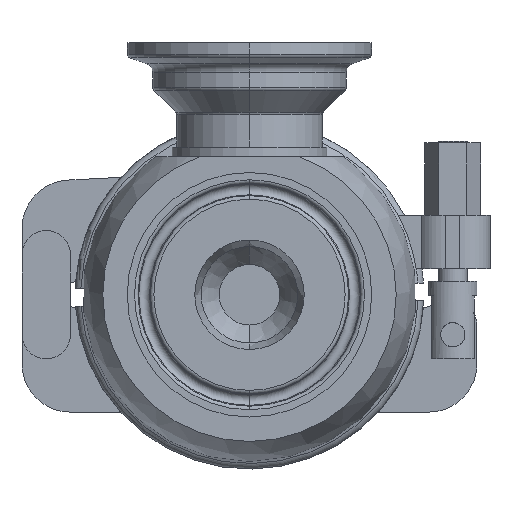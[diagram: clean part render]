
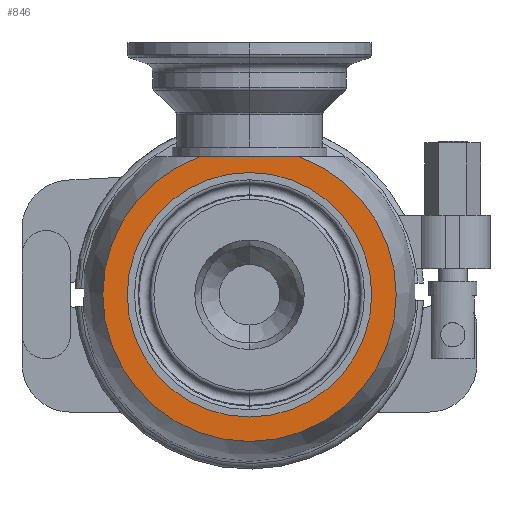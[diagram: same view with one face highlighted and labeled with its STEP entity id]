
A CAD part, front view. The second image highlights one B-rep face of the part: STEP entity #846.
In plain terms, the highlighted planar face has unit normal (0, -1, 0).
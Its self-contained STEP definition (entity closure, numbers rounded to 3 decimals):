
#1=DIRECTION('',(-1.,0.,0.));
#2=VECTOR('',#1,20.567);
#3=CARTESIAN_POINT('',(10.283,-9.15,28.5));
#4=LINE('',#3,#2);
#5=CARTESIAN_POINT('',(0.,-9.15,0.));
#6=DIRECTION('',(0.,1.,0.));
#7=DIRECTION('',(0.,0.,-1.));
#8=AXIS2_PLACEMENT_3D('',#5,#6,#7);
#10=CARTESIAN_POINT('',(0.,-9.15,0.));
#11=DIRECTION('',(0.,1.,0.));
#12=DIRECTION('',(0.,0.,1.));
#13=AXIS2_PLACEMENT_3D('',#10,#11,#12);
#636=CARTESIAN_POINT('',(0.,-9.15,0.));
#637=DIRECTION('',(0.,-1.,0.));
#638=DIRECTION('',(-0.339,0.,0.941));
#639=AXIS2_PLACEMENT_3D('',#636,#637,#638);
#739=CARTESIAN_POINT('',(10.283,-9.15,28.5));
#740=CARTESIAN_POINT('',(-10.283,-9.15,28.5));
#741=VERTEX_POINT('',#739);
#742=VERTEX_POINT('',#740);
#813=CARTESIAN_POINT('',(0.,-9.15,-24.));
#814=CARTESIAN_POINT('',(0.,-9.15,24.));
#815=VERTEX_POINT('',#813);
#816=VERTEX_POINT('',#814);
#829=CARTESIAN_POINT('',(0.,-9.15,0.));
#830=DIRECTION('',(0.,1.,0.));
#831=DIRECTION('',(0.,0.,-1.));
#832=AXIS2_PLACEMENT_3D('',#829,#830,#831);
#833=PLANE('',#832);
#835=ORIENTED_EDGE('',*,*,#834,.F.);
#837=ORIENTED_EDGE('',*,*,#836,.F.);
#838=EDGE_LOOP('',(#835,#837));
#839=FACE_OUTER_BOUND('',#838,.F.);
#841=ORIENTED_EDGE('',*,*,#840,.F.);
#843=ORIENTED_EDGE('',*,*,#842,.F.);
#844=EDGE_LOOP('',(#841,#843));
#845=FACE_BOUND('',#844,.F.);
#846=ADVANCED_FACE('',(#839,#845),#833,.F.);
#9=CIRCLE('',#8,24.);
#14=CIRCLE('',#13,24.);
#640=CIRCLE('',#639,30.299);
#834=EDGE_CURVE('',#741,#742,#4,.T.);
#836=EDGE_CURVE('',#742,#741,#640,.T.);
#840=EDGE_CURVE('',#815,#816,#9,.T.);
#842=EDGE_CURVE('',#816,#815,#14,.T.);
